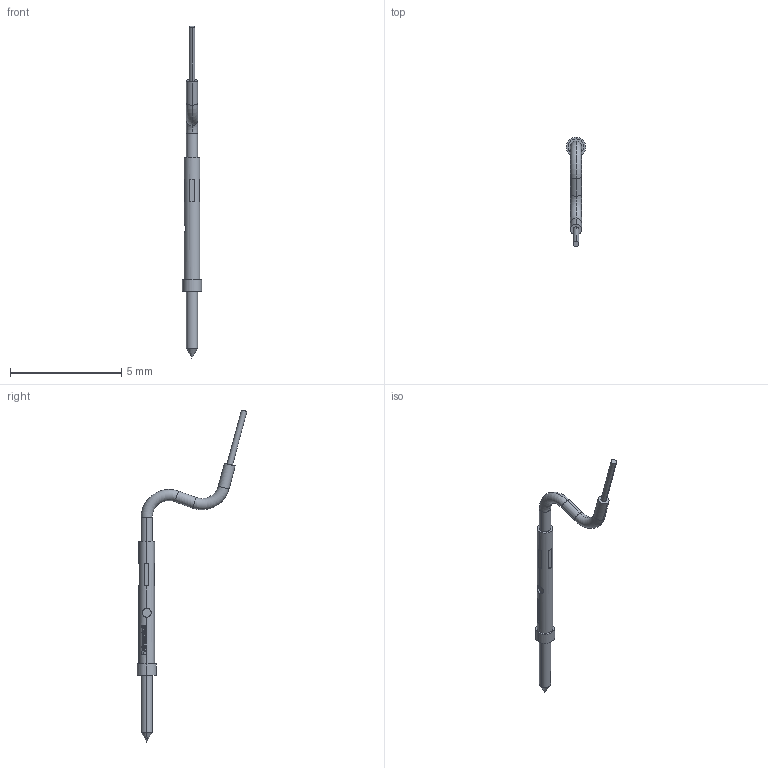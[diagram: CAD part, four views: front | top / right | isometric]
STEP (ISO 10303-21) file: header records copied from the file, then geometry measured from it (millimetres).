
FILE_DESCRIPTION (( 'STEP AP214' ), '1' );
FILE_NAME ('MOD-H205DR.STEP', '2015-10-22T08:06:32', ( 'run' ), ( 'Hewlett-Packard Company' ), 'SwSTEP 2.0', 'SolidWorks 2012', '' );
FILE_SCHEMA (( 'AUTOMOTIVE_DESIGN' ));
Length unit declared in the file: millimetre
Products named in the file (1): MOD-H205DR
Bounding box: 0.86 x 4.92 x 14.89 mm (x, y, z)
Volume: 4.3 mm3; surface area: 31.8 mm2
Topology: 1 solids, 1 shells, 186 faces, 495 edges, 319 vertices
Faces by surface type: plane 91, bspline 55, cylinder 34, torus 4, cone 2
Entity records: 6649 total; most frequent: CARTESIAN_POINT 2398, ORIENTED_EDGE 986, DIRECTION 681, EDGE_CURVE 493, VERTEX_POINT 319, AXIS2_PLACEMENT_3D 248, EDGE_LOOP 196, B_SPLINE_CURVE_WITH_KNOTS 192
